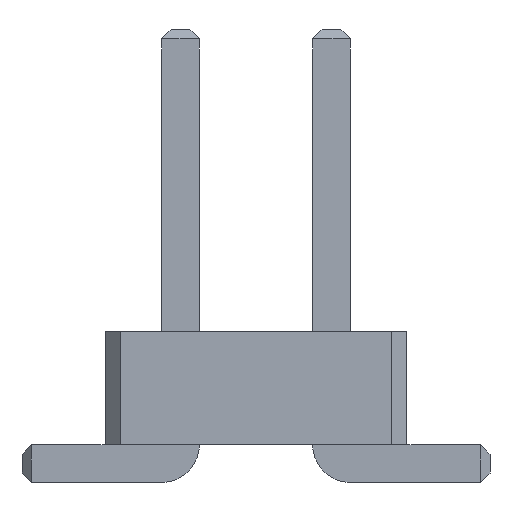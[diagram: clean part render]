
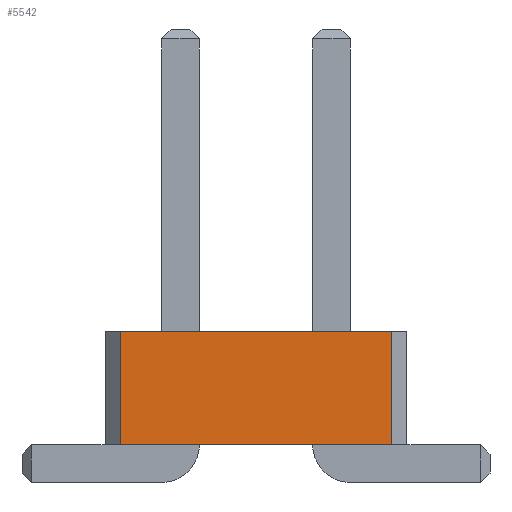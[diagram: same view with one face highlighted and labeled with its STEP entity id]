
A CAD part, front view. The second image highlights one B-rep face of the part: STEP entity #5542.
In plain terms, the highlighted planar face has unit normal (0, -1, 0).
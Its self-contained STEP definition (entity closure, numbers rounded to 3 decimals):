
#1070 = VERTEX_POINT('',#1071);
#1071 = CARTESIAN_POINT('',(1.8,-13.,0.5));
#1077 = EDGE_CURVE('',#1078,#1070,#1080,.T.);
#1078 = VERTEX_POINT('',#1079);
#1079 = CARTESIAN_POINT('',(-1.8,-13.,0.5));
#1080 = LINE('',#1081,#1082);
#1081 = CARTESIAN_POINT('',(-1.8,-13.,0.5));
#1082 = VECTOR('',#1083,1.);
#1083 = DIRECTION('',(1.,0.,0.));
#2310 = VERTEX_POINT('',#2311);
#2311 = CARTESIAN_POINT('',(1.8,-13.,2.));
#2317 = EDGE_CURVE('',#2318,#2310,#2320,.T.);
#2318 = VERTEX_POINT('',#2319);
#2319 = CARTESIAN_POINT('',(-1.8,-13.,2.));
#2320 = LINE('',#2321,#2322);
#2321 = CARTESIAN_POINT('',(-1.8,-13.,2.));
#2322 = VECTOR('',#2323,1.);
#2323 = DIRECTION('',(1.,0.,0.));
#5531 = EDGE_CURVE('',#1078,#2318,#5532,.T.);
#5532 = LINE('',#5533,#5534);
#5533 = CARTESIAN_POINT('',(-1.8,-13.,0.5));
#5534 = VECTOR('',#5535,1.);
#5535 = DIRECTION('',(0.,0.,1.));
#5542 = ADVANCED_FACE('',(#5543),#5554,.F.);
#5543 = FACE_BOUND('',#5544,.F.);
#5544 = EDGE_LOOP('',(#5545,#5546,#5547,#5553));
#5545 = ORIENTED_EDGE('',*,*,#5531,.T.);
#5546 = ORIENTED_EDGE('',*,*,#2317,.T.);
#5547 = ORIENTED_EDGE('',*,*,#5548,.F.);
#5548 = EDGE_CURVE('',#1070,#2310,#5549,.T.);
#5549 = LINE('',#5550,#5551);
#5550 = CARTESIAN_POINT('',(1.8,-13.,0.5));
#5551 = VECTOR('',#5552,1.);
#5552 = DIRECTION('',(0.,0.,1.));
#5553 = ORIENTED_EDGE('',*,*,#1077,.F.);
#5554 = PLANE('',#5555);
#5555 = AXIS2_PLACEMENT_3D('',#5556,#5557,#5558);
#5556 = CARTESIAN_POINT('',(-1.8,-13.,0.5));
#5557 = DIRECTION('',(0.,1.,0.));
#5558 = DIRECTION('',(1.,0.,0.));
